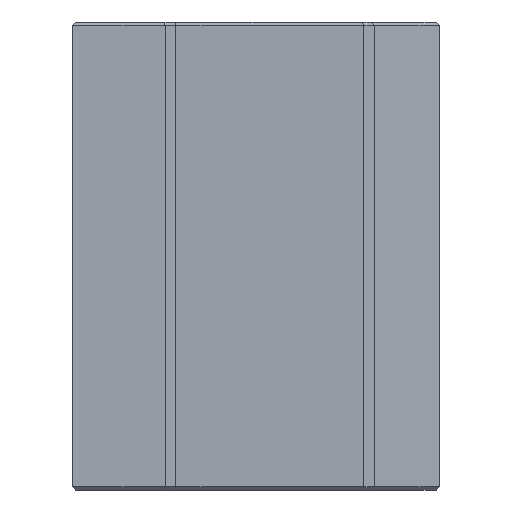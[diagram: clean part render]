
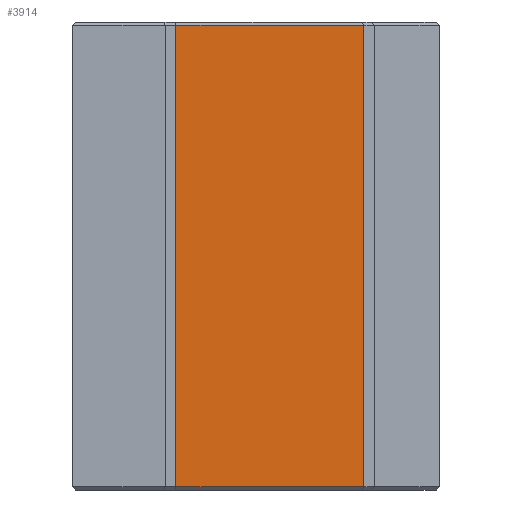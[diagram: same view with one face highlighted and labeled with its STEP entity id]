
A CAD part, left-side view. The second image highlights one B-rep face of the part: STEP entity #3914.
In plain terms, the highlighted planar face has unit normal (-1, 0, 0).
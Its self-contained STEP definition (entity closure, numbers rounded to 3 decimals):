
#228 = AXIS2_PLACEMENT_3D ( 'NONE', #1559, #1565, #1566 ) ;
#842 = LINE ( 'NONE', #1149, #862 ) ;
#854 = LINE ( 'NONE', #1147, #855 ) ;
#855 = VECTOR ( 'NONE', #1148, 1000. ) ;
#858 = LINE ( 'NONE', #1151, #859 ) ;
#859 = VECTOR ( 'NONE', #1152, 1000. ) ;
#860 = LINE ( 'NONE', #1153, #861 ) ;
#861 = VECTOR ( 'NONE', #1154, 1000. ) ;
#862 = VECTOR ( 'NONE', #1156, 1000. ) ;
#1147 = CARTESIAN_POINT ( 'NONE',  ( -37.261, 13.261, 38. ) ) ;
#1148 = DIRECTION ( 'NONE',  ( 0., 0., -1. ) ) ;
#1149 = CARTESIAN_POINT ( 'NONE',  ( -37.261, 13.261, 37.5 ) ) ;
#1151 = CARTESIAN_POINT ( 'NONE',  ( -37.261, 13.261, -37.5 ) ) ;
#1152 = DIRECTION ( 'NONE',  ( 0., -1., 0. ) ) ;
#1153 = CARTESIAN_POINT ( 'NONE',  ( -37.261, -17.261, 38. ) ) ;
#1154 = DIRECTION ( 'NONE',  ( 0., 0., -1. ) ) ;
#1156 = DIRECTION ( 'NONE',  ( 0., 1., 0. ) ) ;
#1556 = PLANE ( 'NONE',  #228 ) ;
#1559 = CARTESIAN_POINT ( 'NONE',  ( -37.261, 13.261, 38. ) ) ;
#1565 = DIRECTION ( 'NONE',  ( 1., 0., 0. ) ) ;
#1566 = DIRECTION ( 'NONE',  ( 0., 0., -1. ) ) ;
#2067 = FACE_OUTER_BOUND ( 'NONE', #2465, .T. ) ;
#2465 = EDGE_LOOP ( 'NONE', ( #2617, #2618, #2619, #2620 ) ) ;
#2617 = ORIENTED_EDGE ( 'NONE', *, *, #3748, .T. ) ;
#2618 = ORIENTED_EDGE ( 'NONE', *, *, #3750, .T. ) ;
#2619 = ORIENTED_EDGE ( 'NONE', *, *, #3751, .F. ) ;
#2620 = ORIENTED_EDGE ( 'NONE', *, *, #3752, .T. ) ;
#2921 = VERTEX_POINT ( 'NONE', #3344 ) ;
#2922 = VERTEX_POINT ( 'NONE', #3345 ) ;
#2931 = VERTEX_POINT ( 'NONE', #3354 ) ;
#2939 = VERTEX_POINT ( 'NONE', #3362 ) ;
#3344 = CARTESIAN_POINT ( 'NONE',  ( -37.261, -17.261, -37.5 ) ) ;
#3345 = CARTESIAN_POINT ( 'NONE',  ( -37.261, 13.261, 37.5 ) ) ;
#3354 = CARTESIAN_POINT ( 'NONE',  ( -37.261, -17.261, 37.5 ) ) ;
#3362 = CARTESIAN_POINT ( 'NONE',  ( -37.261, 13.261, -37.5 ) ) ;
#3748 = EDGE_CURVE ( 'NONE', #2922, #2939, #854, .T. ) ;
#3750 = EDGE_CURVE ( 'NONE', #2939, #2921, #858, .T. ) ;
#3751 = EDGE_CURVE ( 'NONE', #2931, #2921, #860, .T. ) ;
#3752 = EDGE_CURVE ( 'NONE', #2931, #2922, #842, .T. ) ;
#3914 = ADVANCED_FACE ( 'NONE', ( #2067 ), #1556, .F. ) ;
